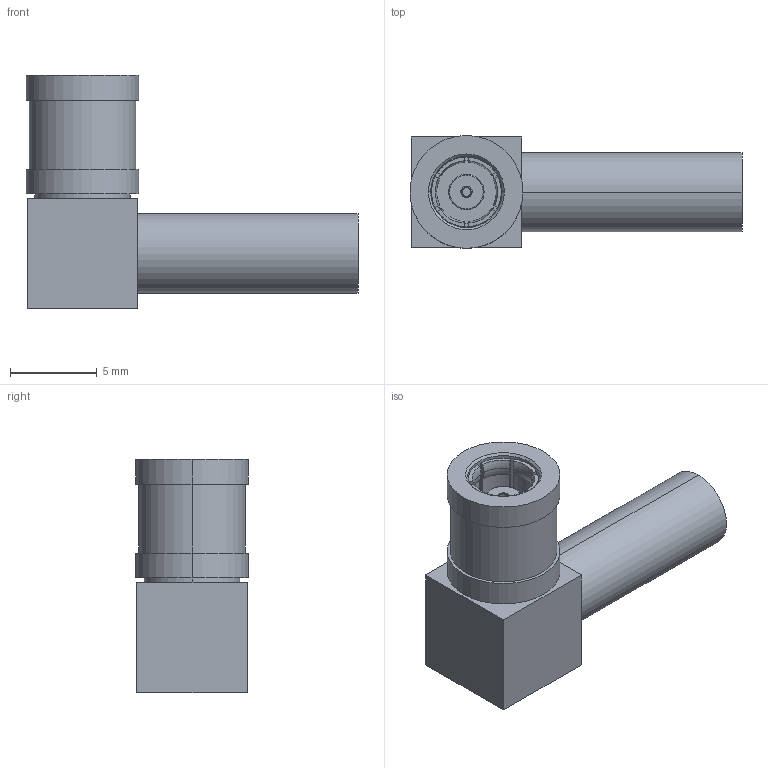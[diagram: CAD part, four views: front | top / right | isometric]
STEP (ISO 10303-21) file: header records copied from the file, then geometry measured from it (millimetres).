
FILE_DESCRIPTION (( 'STEP AP203' ), '1' );
FILE_NAME ('PE44818.step', '2018-05-15T18:59:41', ( '' ), ( '' ), 'SwSTEP 2.0', 'SolidWorks 2017', '' );
FILE_SCHEMA (( 'CONFIG_CONTROL_DESIGN' ));
Length unit declared in the file: inch
Products named in the file (1): PE44818
Bounding box: 19.13 x 6.5 x 13.44 mm (x, y, z)
Volume: 543.8 mm3; surface area: 1024.6 mm2
Topology: 2 solids, 2 shells, 102 faces, 242 edges, 158 vertices
Faces by surface type: plane 46, cylinder 34, torus 16, cone 6
Entity records: 3137 total; most frequent: CARTESIAN_POINT 623, DIRECTION 542, ORIENTED_EDGE 484, EDGE_CURVE 242, AXIS2_PLACEMENT_3D 221, VERTEX_POINT 158, EDGE_LOOP 118, CIRCLE 118
